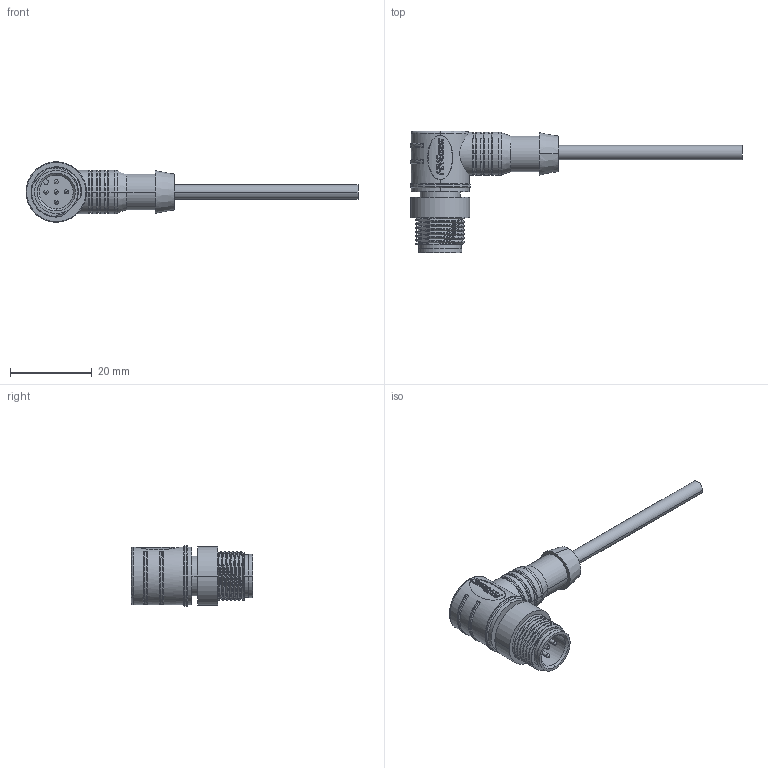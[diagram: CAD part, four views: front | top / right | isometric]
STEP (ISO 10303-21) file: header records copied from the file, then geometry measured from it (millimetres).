
FILE_DESCRIPTION (( 'STEP AP203' ), '1' );
FILE_NAME ('P104.STEP', '2020-03-31T03:32:38', ( 'edpusr' ), ( 'Microsoft' ), 'SwSTEP 2.0', 'SolidWorks 2015', '' );
FILE_SCHEMA (( 'CONFIG_CONTROL_DESIGN' ));
Length unit declared in the file: millimetre
Products named in the file (1): P104
Bounding box: 81.3 x 29.7 x 14.8 mm (x, y, z)
Volume: 5705.6 mm3; surface area: 3643.6 mm2
Topology: 2 solids, 2 shells, 377 faces, 1021 edges, 665 vertices
Faces by surface type: bspline 231, cylinder 87, plane 53, cone 6
Entity records: 22941 total; most frequent: CARTESIAN_POINT 15008, ORIENTED_EDGE 2022, DIRECTION 1014, EDGE_CURVE 1011, VERTEX_POINT 665, B_SPLINE_CURVE_WITH_KNOTS 408, EDGE_LOOP 404, ADVANCED_FACE 377
